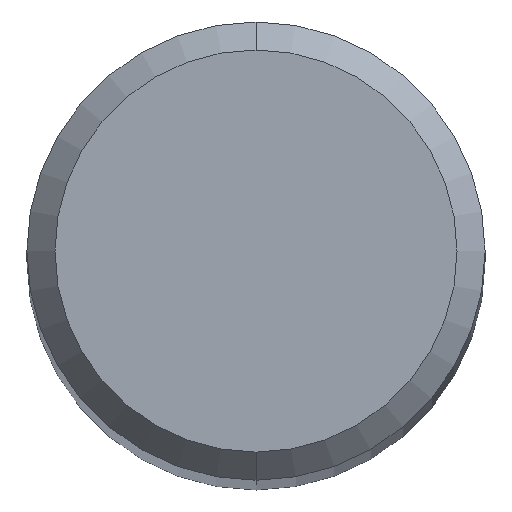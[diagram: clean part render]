
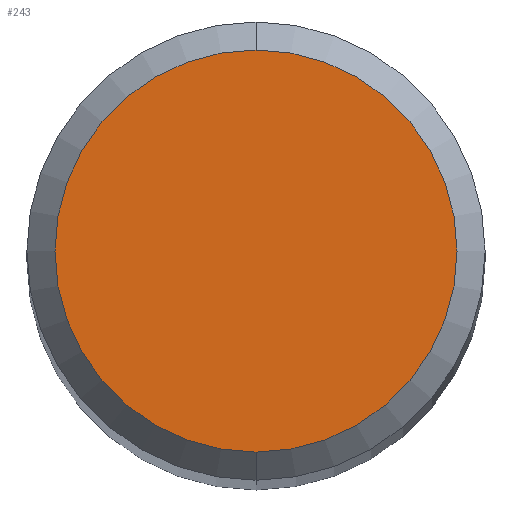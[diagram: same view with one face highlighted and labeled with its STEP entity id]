
A CAD part, top view. The second image highlights one B-rep face of the part: STEP entity #243.
In plain terms, the highlighted planar face has unit normal (0, 0, 1).
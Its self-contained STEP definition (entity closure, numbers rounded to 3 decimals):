
#221=VERTEX_POINT('',#608);
#243=ADVANCED_FACE('',(#633),#634,.T.);
#277=VERTEX_POINT('',#671);
#427=EDGE_CURVE('',#277,#221,#840,.T.);
#481=EDGE_CURVE('',#221,#277,#896,.T.);
#608=CARTESIAN_POINT('',(0.,-2.15,0.0));
#633=FACE_OUTER_BOUND('',#1063,.T.);
#634=PLANE('',#1064);
#671=CARTESIAN_POINT('',(0.0,2.15,0.0));
#840=CIRCLE('',#1476,2.15);
#896=CIRCLE('',#1567,2.15);
#1063=EDGE_LOOP('',(#1825,#1826));
#1064=AXIS2_PLACEMENT_3D('',#1827,#1828,#1829);
#1476=AXIS2_PLACEMENT_3D('',#2070,#2071,#2072);
#1567=AXIS2_PLACEMENT_3D('',#2107,#2108,#2109);
#1825=ORIENTED_EDGE('',*,*,#427,.F.);
#1826=ORIENTED_EDGE('',*,*,#481,.F.);
#1827=CARTESIAN_POINT('',(0.0,1.075,0.0));
#1828=DIRECTION('',(-0.0,0.0,1.0));
#1829=DIRECTION('',(0.0,-1.0,0.0));
#2070=CARTESIAN_POINT('',(0.0,0.0,0.0));
#2071=DIRECTION('',(0.0,0.0,-1.0));
#2072=DIRECTION('',(0.0,1.0,0.0));
#2107=CARTESIAN_POINT('',(0.0,0.0,0.0));
#2108=DIRECTION('',(0.0,0.0,-1.0));
#2109=DIRECTION('',(0.0,1.0,0.0));
